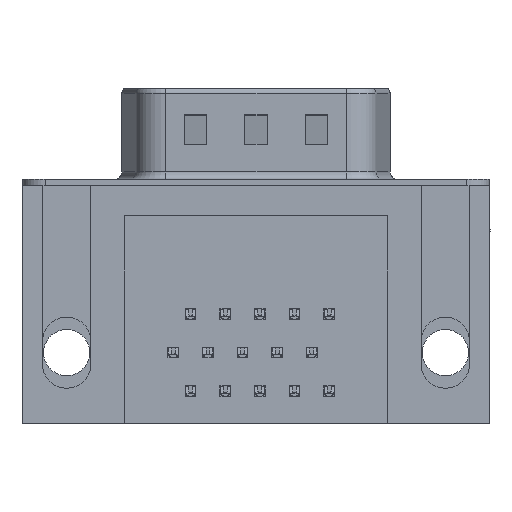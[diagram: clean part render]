
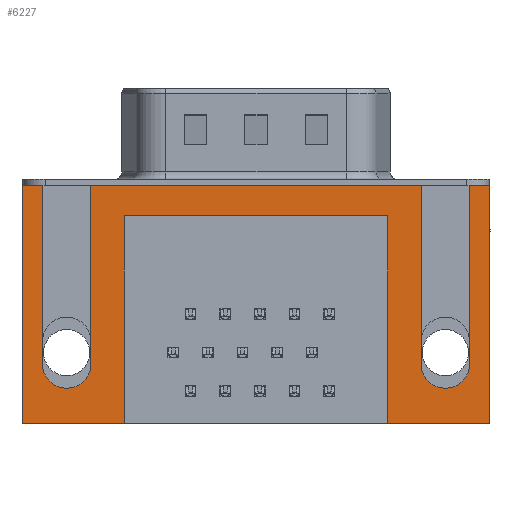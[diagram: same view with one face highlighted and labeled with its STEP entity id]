
A CAD part, front view. The second image highlights one B-rep face of the part: STEP entity #6227.
In plain terms, the highlighted planar face has unit normal (0, -1, 0).
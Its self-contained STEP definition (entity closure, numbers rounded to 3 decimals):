
#47 = VERTEX_POINT ( 'NONE', #7500 ) ;
#78 = DIRECTION ( 'NONE',  ( 0., 0., -1. ) ) ;
#230 = VERTEX_POINT ( 'NONE', #15948 ) ;
#236 = CARTESIAN_POINT ( 'NONE',  ( -2.91, -6.275, 0. ) ) ;
#264 = ORIENTED_EDGE ( 'NONE', *, *, #12457, .F. ) ;
#360 = AXIS2_PLACEMENT_3D ( 'NONE', #6799, #6317, #6186 ) ;
#555 = ORIENTED_EDGE ( 'NONE', *, *, #18760, .F. ) ;
#587 = VERTEX_POINT ( 'NONE', #2321 ) ;
#600 = VERTEX_POINT ( 'NONE', #7306 ) ;
#661 = LINE ( 'NONE', #15043, #8365 ) ;
#705 = LINE ( 'NONE', #6384, #16533 ) ;
#998 = CARTESIAN_POINT ( 'NONE',  ( 27.9, -6.275, 0. ) ) ;
#1026 = CARTESIAN_POINT ( 'NONE',  ( -2.91, -6.275, -15.7 ) ) ;
#1111 = EDGE_CURVE ( 'NONE', #587, #12864, #705, .T. ) ;
#1223 = EDGE_CURVE ( 'NONE', #3363, #17017, #7924, .T. ) ;
#1230 = CARTESIAN_POINT ( 'NONE',  ( -2.91, -6.275, 0. ) ) ;
#1339 = VECTOR ( 'NONE', #10024, 1000. ) ;
#1389 = VERTEX_POINT ( 'NONE', #4444 ) ;
#1398 = CARTESIAN_POINT ( 'NONE',  ( 24.99, -6.275, -13.38 ) ) ;
#1844 = FACE_OUTER_BOUND ( 'NONE', #14927, .T. ) ;
#1970 = CARTESIAN_POINT ( 'NONE',  ( 3.79, -6.275, -2. ) ) ;
#2172 = EDGE_CURVE ( 'NONE', #5831, #14502, #17272, .T. ) ;
#2321 = CARTESIAN_POINT ( 'NONE',  ( 21.2, -6.275, -2. ) ) ;
#2408 = VECTOR ( 'NONE', #15790, 1000. ) ;
#2585 = VERTEX_POINT ( 'NONE', #1026 ) ;
#2795 = CARTESIAN_POINT ( 'NONE',  ( 26.59, -6.275, 0. ) ) ;
#2841 = DIRECTION ( 'NONE',  ( 0., 0., 1. ) ) ;
#2908 = LINE ( 'NONE', #1970, #2408 ) ;
#2929 = ORIENTED_EDGE ( 'NONE', *, *, #12833, .F. ) ;
#2937 = CARTESIAN_POINT ( 'NONE',  ( -2.91, -6.275, -2.5 ) ) ;
#2978 = DIRECTION ( 'NONE',  ( 0., 0., 1. ) ) ;
#3022 = DIRECTION ( 'NONE',  ( 0., 0., 1. ) ) ;
#3035 = CARTESIAN_POINT ( 'NONE',  ( -1.6, -6.275, 0. ) ) ;
#3098 = DIRECTION ( 'NONE',  ( -1., 0., 0. ) ) ;
#3104 = VERTEX_POINT ( 'NONE', #3035 ) ;
#3290 = EDGE_CURVE ( 'NONE', #230, #3363, #15316, .T. ) ;
#3363 = VERTEX_POINT ( 'NONE', #15836 ) ;
#3545 = DIRECTION ( 'NONE',  ( -1., 0., 0. ) ) ;
#3576 = VERTEX_POINT ( 'NONE', #998 ) ;
#3871 = EDGE_CURVE ( 'NONE', #14502, #11013, #7232, .T. ) ;
#4021 = ORIENTED_EDGE ( 'NONE', *, *, #3290, .F. ) ;
#4208 = EDGE_CURVE ( 'NONE', #1389, #3576, #18778, .T. ) ;
#4343 = VECTOR ( 'NONE', #2841, 1000. ) ;
#4444 = CARTESIAN_POINT ( 'NONE',  ( 26.59, -6.275, 0. ) ) ;
#4481 = DIRECTION ( 'NONE',  ( 0., 0., -1. ) ) ;
#4654 = LINE ( 'NONE', #17910, #11876 ) ;
#4957 = AXIS2_PLACEMENT_3D ( 'NONE', #2937, #13689, #4481 ) ;
#5623 = DIRECTION ( 'NONE',  ( 1., 0., 0. ) ) ;
#5684 = VECTOR ( 'NONE', #3098, 1000. ) ;
#5831 = VERTEX_POINT ( 'NONE', #19746 ) ;
#6176 = AXIS2_PLACEMENT_3D ( 'NONE', #8247, #19006, #9792 ) ;
#6186 = DIRECTION ( 'NONE',  ( 0., 0., 1. ) ) ;
#6227 = ADVANCED_FACE ( 'NONE', ( #1844 ), #9064, .T. ) ;
#6313 = CIRCLE ( 'NONE', #13300, 1.6 ) ;
#6317 = DIRECTION ( 'NONE',  ( 0., -1., 0. ) ) ;
#6384 = CARTESIAN_POINT ( 'NONE',  ( 3.79, -6.275, -2. ) ) ;
#6719 = DIRECTION ( 'NONE',  ( -1., 0., 0. ) ) ;
#6799 = CARTESIAN_POINT ( 'NONE',  ( 24.99, -6.275, -11.78 ) ) ;
#7232 = CIRCLE ( 'NONE', #6176, 1.6 ) ;
#7294 = EDGE_CURVE ( 'NONE', #47, #10038, #14843, .T. ) ;
#7306 = CARTESIAN_POINT ( 'NONE',  ( 1.6, -6.275, 0. ) ) ;
#7382 = DIRECTION ( 'NONE',  ( 0., 0., 1. ) ) ;
#7386 = CARTESIAN_POINT ( 'NONE',  ( -2.91, -6.275, 0. ) ) ;
#7500 = CARTESIAN_POINT ( 'NONE',  ( 27.9, -6.275, -15.7 ) ) ;
#7541 = CARTESIAN_POINT ( 'NONE',  ( 27.9, -6.275, -2.5 ) ) ;
#7772 = DIRECTION ( 'NONE',  ( 0., -1., 0. ) ) ;
#7924 = CIRCLE ( 'NONE', #360, 1.6 ) ;
#8071 = CARTESIAN_POINT ( 'NONE',  ( 23.39, -6.275, 0. ) ) ;
#8239 = ORIENTED_EDGE ( 'NONE', *, *, #17306, .F. ) ;
#8247 = CARTESIAN_POINT ( 'NONE',  ( 0., -6.275, -11.78 ) ) ;
#8365 = VECTOR ( 'NONE', #7382, 1000. ) ;
#8517 = ORIENTED_EDGE ( 'NONE', *, *, #17708, .F. ) ;
#8693 = ORIENTED_EDGE ( 'NONE', *, *, #3871, .F. ) ;
#9003 = VECTOR ( 'NONE', #3545, 1000. ) ;
#9064 = PLANE ( 'NONE',  #4957 ) ;
#9452 = ORIENTED_EDGE ( 'NONE', *, *, #4208, .F. ) ;
#9482 = EDGE_CURVE ( 'NONE', #600, #230, #4654, .T. ) ;
#9735 = CARTESIAN_POINT ( 'NONE',  ( 27.9, -6.275, -15.7 ) ) ;
#9792 = DIRECTION ( 'NONE',  ( 0., 0., -1. ) ) ;
#9982 = ORIENTED_EDGE ( 'NONE', *, *, #13971, .F. ) ;
#10024 = DIRECTION ( 'NONE',  ( 0., 0., -1. ) ) ;
#10038 = VERTEX_POINT ( 'NONE', #13011 ) ;
#10246 = ORIENTED_EDGE ( 'NONE', *, *, #2172, .F. ) ;
#10393 = VERTEX_POINT ( 'NONE', #236 ) ;
#10457 = DIRECTION ( 'NONE',  ( 1., 0., 0. ) ) ;
#10504 = CARTESIAN_POINT ( 'NONE',  ( 21.2, -6.275, -2. ) ) ;
#10549 = AXIS2_PLACEMENT_3D ( 'NONE', #16838, #18289, #78 ) ;
#10786 = ORIENTED_EDGE ( 'NONE', *, *, #11528, .F. ) ;
#11013 = VERTEX_POINT ( 'NONE', #15581 ) ;
#11151 = DIRECTION ( 'NONE',  ( 0., 0., -1. ) ) ;
#11237 = VECTOR ( 'NONE', #11151, 1000. ) ;
#11528 = EDGE_CURVE ( 'NONE', #11013, #600, #13010, .T. ) ;
#11629 = ORIENTED_EDGE ( 'NONE', *, *, #7294, .F. ) ;
#11655 = ORIENTED_EDGE ( 'NONE', *, *, #1111, .F. ) ;
#11876 = VECTOR ( 'NONE', #5623, 1000. ) ;
#12015 = VERTEX_POINT ( 'NONE', #16213 ) ;
#12072 = ORIENTED_EDGE ( 'NONE', *, *, #19470, .F. ) ;
#12229 = CARTESIAN_POINT ( 'NONE',  ( 1.6, -6.275, 0. ) ) ;
#12457 = EDGE_CURVE ( 'NONE', #12864, #12015, #2908, .T. ) ;
#12533 = VECTOR ( 'NONE', #3022, 1000. ) ;
#12702 = ORIENTED_EDGE ( 'NONE', *, *, #1223, .F. ) ;
#12833 = EDGE_CURVE ( 'NONE', #10038, #587, #16086, .T. ) ;
#12864 = VERTEX_POINT ( 'NONE', #15135 ) ;
#12930 = VECTOR ( 'NONE', #2978, 1000. ) ;
#13010 = LINE ( 'NONE', #12229, #12533 ) ;
#13011 = CARTESIAN_POINT ( 'NONE',  ( 21.2, -6.275, -15.7 ) ) ;
#13126 = LINE ( 'NONE', #19243, #1339 ) ;
#13217 = ORIENTED_EDGE ( 'NONE', *, *, #15639, .F. ) ;
#13300 = AXIS2_PLACEMENT_3D ( 'NONE', #16927, #7772, #18519 ) ;
#13689 = DIRECTION ( 'NONE',  ( 0., -1., 0. ) ) ;
#13834 = CARTESIAN_POINT ( 'NONE',  ( 0., -6.275, -13.38 ) ) ;
#13860 = ORIENTED_EDGE ( 'NONE', *, *, #14359, .T. ) ;
#13971 = EDGE_CURVE ( 'NONE', #19010, #1389, #15110, .T. ) ;
#14359 = EDGE_CURVE ( 'NONE', #47, #3576, #16981, .T. ) ;
#14502 = VERTEX_POINT ( 'NONE', #13834 ) ;
#14629 = VECTOR ( 'NONE', #15093, 1000. ) ;
#14843 = LINE ( 'NONE', #15386, #5684 ) ;
#14927 = EDGE_LOOP ( 'NONE', ( #9982, #8517, #12702, #4021, #17434, #10786, #8693, #10246, #13217, #555, #12072, #8239, #264, #11655, #2929, #11629, #13860, #9452 ) ) ;
#15043 = CARTESIAN_POINT ( 'NONE',  ( -2.91, -6.275, -2.5 ) ) ;
#15093 = DIRECTION ( 'NONE',  ( 0., 0., 1. ) ) ;
#15110 = LINE ( 'NONE', #2795, #14629 ) ;
#15135 = CARTESIAN_POINT ( 'NONE',  ( 3.79, -6.275, -2. ) ) ;
#15152 = VECTOR ( 'NONE', #10457, 1000. ) ;
#15316 = LINE ( 'NONE', #8071, #11237 ) ;
#15386 = CARTESIAN_POINT ( 'NONE',  ( 27.9, -6.275, -15.7 ) ) ;
#15581 = CARTESIAN_POINT ( 'NONE',  ( 1.6, -6.275, -11.78 ) ) ;
#15639 = EDGE_CURVE ( 'NONE', #3104, #5831, #13126, .T. ) ;
#15790 = DIRECTION ( 'NONE',  ( 0., 0., -1. ) ) ;
#15836 = CARTESIAN_POINT ( 'NONE',  ( 23.39, -6.275, -11.78 ) ) ;
#15948 = CARTESIAN_POINT ( 'NONE',  ( 23.39, -6.275, 0. ) ) ;
#16086 = LINE ( 'NONE', #10504, #4343 ) ;
#16213 = CARTESIAN_POINT ( 'NONE',  ( 3.79, -6.275, -15.7 ) ) ;
#16533 = VECTOR ( 'NONE', #6719, 1000. ) ;
#16628 = LINE ( 'NONE', #9735, #9003 ) ;
#16838 = CARTESIAN_POINT ( 'NONE',  ( 0., -6.275, -11.78 ) ) ;
#16927 = CARTESIAN_POINT ( 'NONE',  ( 24.99, -6.275, -11.78 ) ) ;
#16981 = LINE ( 'NONE', #7541, #12930 ) ;
#17017 = VERTEX_POINT ( 'NONE', #1398 ) ;
#17272 = CIRCLE ( 'NONE', #10549, 1.6 ) ;
#17306 = EDGE_CURVE ( 'NONE', #12015, #2585, #16628, .T. ) ;
#17434 = ORIENTED_EDGE ( 'NONE', *, *, #9482, .F. ) ;
#17708 = EDGE_CURVE ( 'NONE', #17017, #19010, #6313, .T. ) ;
#17910 = CARTESIAN_POINT ( 'NONE',  ( -2.91, -6.275, 0. ) ) ;
#18117 = DIRECTION ( 'NONE',  ( 1., 0., 0. ) ) ;
#18289 = DIRECTION ( 'NONE',  ( 0., -1., 0. ) ) ;
#18519 = DIRECTION ( 'NONE',  ( 0., 0., 1. ) ) ;
#18702 = CARTESIAN_POINT ( 'NONE',  ( 26.59, -6.275, -11.78 ) ) ;
#18760 = EDGE_CURVE ( 'NONE', #10393, #3104, #19451, .T. ) ;
#18778 = LINE ( 'NONE', #1230, #15152 ) ;
#18979 = VECTOR ( 'NONE', #18117, 1000. ) ;
#19006 = DIRECTION ( 'NONE',  ( 0., -1., 0. ) ) ;
#19010 = VERTEX_POINT ( 'NONE', #18702 ) ;
#19243 = CARTESIAN_POINT ( 'NONE',  ( -1.6, -6.275, 0. ) ) ;
#19451 = LINE ( 'NONE', #7386, #18979 ) ;
#19470 = EDGE_CURVE ( 'NONE', #2585, #10393, #661, .T. ) ;
#19746 = CARTESIAN_POINT ( 'NONE',  ( -1.6, -6.275, -11.78 ) ) ;
